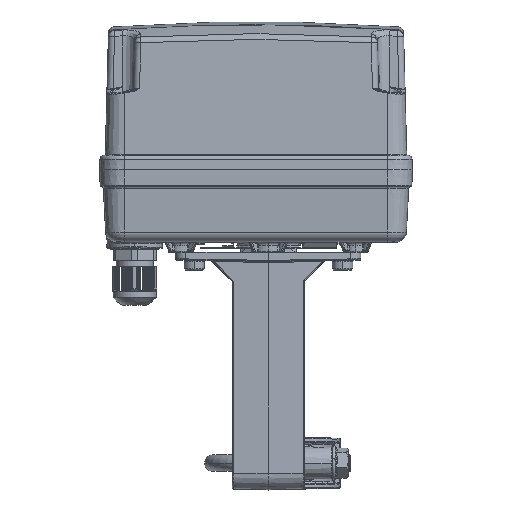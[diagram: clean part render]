
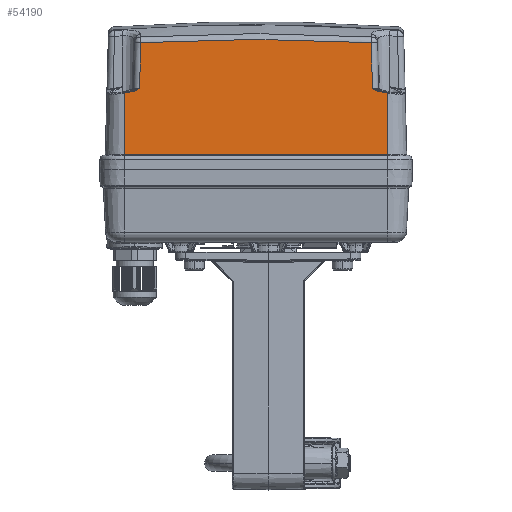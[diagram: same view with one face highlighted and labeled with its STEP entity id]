
A CAD part, top view. The second image highlights one B-rep face of the part: STEP entity #54190.
In plain terms, the highlighted planar face has unit normal (0, 0.026, 1).
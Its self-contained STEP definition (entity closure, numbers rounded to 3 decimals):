
#5099 = ORIENTED_EDGE ( 'NONE', *, *, #105687, .T. ) ;
#7068 = CARTESIAN_POINT ( 'NONE',  ( 12.675, 103.277, 65.844 ) ) ;
#7453 = ORIENTED_EDGE ( 'NONE', *, *, #98371, .T. ) ;
#9997 = CARTESIAN_POINT ( 'NONE',  ( -63.72, 78.706, 66.487 ) ) ;
#10006 = CARTESIAN_POINT ( 'NONE',  ( 51.897, 78.608, 66.49 ) ) ;
#12875 = ORIENTED_EDGE ( 'NONE', *, *, #147051, .T. ) ;
#15458 = B_SPLINE_CURVE_WITH_KNOTS ( 'NONE', 3,
 ( #55666, #40450, #25206, #10006, #143286, #128023, #112856, #97637, #82426, #67227 ),
 .UNSPECIFIED., .F., .F.,
 ( 4, 2, 2, 2, 4 ),
 ( 0., 0.001, 0.001, 0.002, 0.002 ),
 .UNSPECIFIED. ) ;
#15789 = VECTOR ( 'NONE', #101339, 1000. ) ;
#16360 = ORIENTED_EDGE ( 'NONE', *, *, #140090, .T. ) ;
#17864 = CARTESIAN_POINT ( 'NONE',  ( 50.027, 101.82, 65.882 ) ) ;
#18151 = B_SPLINE_CURVE_WITH_KNOTS ( 'NONE', 3,
 ( #52744, #37511, #22324, #7068, #140331, #125112, #109923, #94698 ),
 .UNSPECIFIED., .F., .F.,
 ( 4, 2, 2, 4 ),
 ( 0., 0.028, 0.056, 0.112 ),
 .UNSPECIFIED. ) ;
#18677 = CARTESIAN_POINT ( 'NONE',  ( 52.651, 78.349, 66.497 ) ) ;
#19536 = LINE ( 'NONE', #91986, #88550 ) ;
#20984 = CARTESIAN_POINT ( 'NONE',  ( -62.61, 79.562, 66.465 ) ) ;
#21990 = LINE ( 'NONE', #124785, #88771 ) ;
#22324 = CARTESIAN_POINT ( 'NONE',  ( 31.359, 102.747, 65.858 ) ) ;
#25192 = CARTESIAN_POINT ( 'NONE',  ( -63.214, 79.031, 66.479 ) ) ;
#25206 = CARTESIAN_POINT ( 'NONE',  ( 52.263, 78.449, 66.494 ) ) ;
#25216 = CARTESIAN_POINT ( 'NONE',  ( -62.027, 101.82, 65.882 ) ) ;
#34699 = CARTESIAN_POINT ( 'NONE',  ( -70., 47.487, 67.305 ) ) ;
#36183 = EDGE_CURVE ( 'NONE', #114714, #123708, #131697, .T. ) ;
#37511 = CARTESIAN_POINT ( 'NONE',  ( 40.695, 102.35, 65.868 ) ) ;
#40439 = CARTESIAN_POINT ( 'NONE',  ( -62.907, 79.291, 66.472 ) ) ;
#40450 = CARTESIAN_POINT ( 'NONE',  ( 52.453, 78.387, 66.496 ) ) ;
#40930 = CARTESIAN_POINT ( 'NONE',  ( 50.61, 79.562, 66.465 ) ) ;
#41058 = VERTEX_POINT ( 'NONE', #101482 ) ;
#42383 = EDGE_LOOP ( 'NONE', ( #43740, #5099, #129889, #12875, #95458, #16360, #109118, #139728, #67001, #7453 ) ) ;
#43740 = ORIENTED_EDGE ( 'NONE', *, *, #93579, .T. ) ;
#44792 = VECTOR ( 'NONE', #91436, 1000. ) ;
#45450 = VERTEX_POINT ( 'NONE', #17864 ) ;
#48219 = VERTEX_POINT ( 'NONE', #25216 ) ;
#50219 = DIRECTION ( 'NONE',  ( 0., -1., 0.026 ) ) ;
#51038 = DIRECTION ( 'NONE',  ( -0.026, 0.999, -0.026 ) ) ;
#52744 = CARTESIAN_POINT ( 'NONE',  ( 50.027, 101.82, 65.882 ) ) ;
#54190 = ADVANCED_FACE ( 'NONE', ( #63546 ), #72522, .T. ) ;
#55171 = LINE ( 'NONE', #142787, #65637 ) ;
#55666 = CARTESIAN_POINT ( 'NONE',  ( 52.651, 78.349, 66.497 ) ) ;
#59211 = CARTESIAN_POINT ( 'NONE',  ( -62.61, 79.562, 66.465 ) ) ;
#63546 = FACE_OUTER_BOUND ( 'NONE', #42383, .T. ) ;
#65319 = DIRECTION ( 'NONE',  ( 0., 0.026, 1. ) ) ;
#65637 = VECTOR ( 'NONE', #127546, 1000. ) ;
#66171 = CARTESIAN_POINT ( 'NONE',  ( 49.976, 103.745, 65.832 ) ) ;
#66457 = CARTESIAN_POINT ( 'NONE',  ( 58., 77.33, 66.523 ) ) ;
#67001 = ORIENTED_EDGE ( 'NONE', *, *, #108977, .T. ) ;
#67227 = CARTESIAN_POINT ( 'NONE',  ( 50.61, 79.562, 66.465 ) ) ;
#67480 = DIRECTION ( 'NONE',  ( -0.026, -0.999, 0.026 ) ) ;
#72522 = PLANE ( 'NONE',  #78871 ) ;
#75413 = VERTEX_POINT ( 'NONE', #20984 ) ;
#76791 = DIRECTION ( 'NONE',  ( -0.982, -0.187, 0.005 ) ) ;
#78871 = AXIS2_PLACEMENT_3D ( 'NONE', #80534, #65319, #50219 ) ;
#79430 = VERTEX_POINT ( 'NONE', #145117 ) ;
#79651 = EDGE_CURVE ( 'NONE', #84412, #107106, #15458, .T. ) ;
#80534 = CARTESIAN_POINT ( 'NONE',  ( -65.597, 80., 66.453 ) ) ;
#81349 = LINE ( 'NONE', #66171, #145637 ) ;
#82426 = CARTESIAN_POINT ( 'NONE',  ( 50.757, 79.428, 66.468 ) ) ;
#82672 = CARTESIAN_POINT ( 'NONE',  ( -62.6, 79.922, 66.455 ) ) ;
#84412 = VERTEX_POINT ( 'NONE', #18677 ) ;
#86377 = CARTESIAN_POINT ( 'NONE',  ( 58., 47.487, 67.305 ) ) ;
#88550 = VECTOR ( 'NONE', #76791, 1000. ) ;
#88771 = VECTOR ( 'NONE', #109592, 1000. ) ;
#91436 = DIRECTION ( 'NONE',  ( 0., -1., 0.026 ) ) ;
#91755 = EDGE_CURVE ( 'NONE', #45450, #48219, #18151, .T. ) ;
#91986 = CARTESIAN_POINT ( 'NONE',  ( -69.924, 77.345, 66.523 ) ) ;
#93579 = EDGE_CURVE ( 'NONE', #41058, #141411, #121803, .T. ) ;
#94698 = CARTESIAN_POINT ( 'NONE',  ( -62.027, 101.82, 65.882 ) ) ;
#95458 = ORIENTED_EDGE ( 'NONE', *, *, #79651, .T. ) ;
#97624 = CARTESIAN_POINT ( 'NONE',  ( -64.651, 78.349, 66.497 ) ) ;
#97637 = CARTESIAN_POINT ( 'NONE',  ( 50.909, 79.294, 66.472 ) ) ;
#97883 = LINE ( 'NONE', #82672, #114600 ) ;
#98371 = EDGE_CURVE ( 'NONE', #79430, #41058, #19536, .T. ) ;
#98520 = B_SPLINE_CURVE_WITH_KNOTS ( 'NONE', 3,
 ( #59211, #40439, #25192, #9997, #143273, #128014, #112845, #97624 ),
 .UNSPECIFIED., .F., .F.,
 ( 4, 2, 2, 4 ),
 ( 0., 0.001, 0.002, 0.002 ),
 .UNSPECIFIED. ) ;
#101339 = DIRECTION ( 'NONE',  ( 0., -1., 0.026 ) ) ;
#101482 = CARTESIAN_POINT ( 'NONE',  ( -70., 77.33, 66.523 ) ) ;
#105687 = EDGE_CURVE ( 'NONE', #141411, #123708, #21990, .T. ) ;
#106626 = CARTESIAN_POINT ( 'NONE',  ( -70., 80., 66.453 ) ) ;
#107106 = VERTEX_POINT ( 'NONE', #40930 ) ;
#108977 = EDGE_CURVE ( 'NONE', #75413, #79430, #98520, .T. ) ;
#109118 = ORIENTED_EDGE ( 'NONE', *, *, #91755, .T. ) ;
#109592 = DIRECTION ( 'NONE',  ( 1., 0., 0. ) ) ;
#109923 = CARTESIAN_POINT ( 'NONE',  ( -43.364, 102.88, 65.854 ) ) ;
#112845 = CARTESIAN_POINT ( 'NONE',  ( -64.453, 78.387, 66.496 ) ) ;
#112856 = CARTESIAN_POINT ( 'NONE',  ( 51.222, 79.042, 66.479 ) ) ;
#114600 = VECTOR ( 'NONE', #67480, 1000. ) ;
#114714 = VERTEX_POINT ( 'NONE', #66457 ) ;
#116509 = CARTESIAN_POINT ( 'NONE',  ( 58., 80., 66.453 ) ) ;
#121803 = LINE ( 'NONE', #106626, #44792 ) ;
#123708 = VERTEX_POINT ( 'NONE', #86377 ) ;
#124785 = CARTESIAN_POINT ( 'NONE',  ( -65.597, 47.487, 67.305 ) ) ;
#125112 = CARTESIAN_POINT ( 'NONE',  ( -24.692, 103.408, 65.84 ) ) ;
#127546 = DIRECTION ( 'NONE',  ( -0.982, 0.187, -0.005 ) ) ;
#127896 = EDGE_CURVE ( 'NONE', #48219, #75413, #97883, .T. ) ;
#128014 = CARTESIAN_POINT ( 'NONE',  ( -64.263, 78.449, 66.494 ) ) ;
#128023 = CARTESIAN_POINT ( 'NONE',  ( 51.383, 78.923, 66.482 ) ) ;
#129889 = ORIENTED_EDGE ( 'NONE', *, *, #36183, .F. ) ;
#131697 = LINE ( 'NONE', #116509, #15789 ) ;
#139728 = ORIENTED_EDGE ( 'NONE', *, *, #127896, .T. ) ;
#140090 = EDGE_CURVE ( 'NONE', #107106, #45450, #81349, .T. ) ;
#140331 = CARTESIAN_POINT ( 'NONE',  ( 3.33, 103.409, 65.84 ) ) ;
#141411 = VERTEX_POINT ( 'NONE', #34699 ) ;
#142787 = CARTESIAN_POINT ( 'NONE',  ( 50.545, 78.75, 66.486 ) ) ;
#143273 = CARTESIAN_POINT ( 'NONE',  ( -63.897, 78.608, 66.49 ) ) ;
#143286 = CARTESIAN_POINT ( 'NONE',  ( 51.72, 78.706, 66.487 ) ) ;
#145117 = CARTESIAN_POINT ( 'NONE',  ( -64.651, 78.349, 66.497 ) ) ;
#145637 = VECTOR ( 'NONE', #51038, 1000. ) ;
#147051 = EDGE_CURVE ( 'NONE', #114714, #84412, #55171, .T. ) ;
